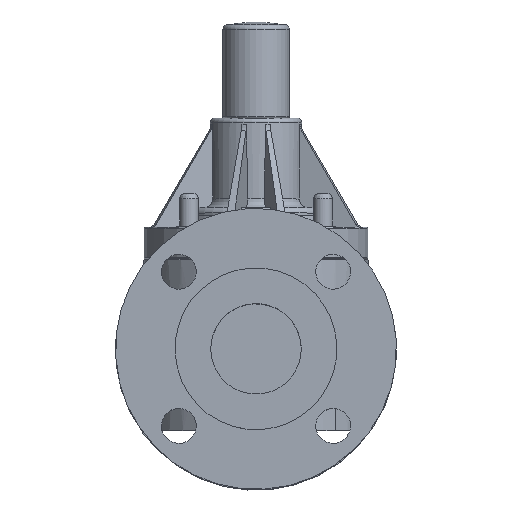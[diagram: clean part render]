
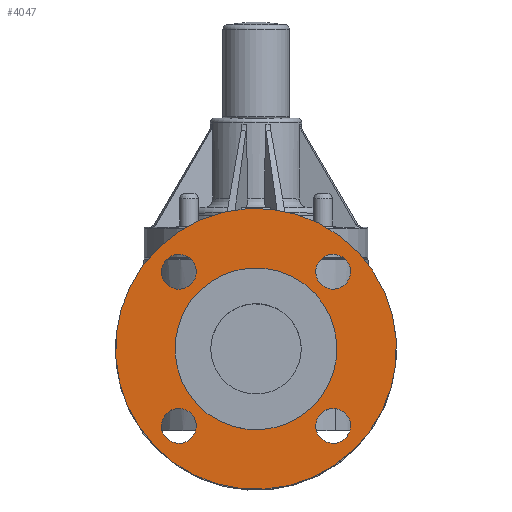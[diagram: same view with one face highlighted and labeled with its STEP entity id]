
A CAD part, top view. The second image highlights one B-rep face of the part: STEP entity #4047.
In plain terms, the highlighted planar face has unit normal (0, 0, 1).
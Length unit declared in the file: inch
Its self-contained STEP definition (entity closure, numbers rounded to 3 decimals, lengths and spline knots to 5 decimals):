
#3948=CARTESIAN_POINT('',(-1.66925,2.90906,4.74));
#3949=VERTEX_POINT('',#3948);
#3950=CARTESIAN_POINT('',(-1.37179,2.82179,4.74));
#3951=DIRECTION('',(0.,0.,1.0));
#3952=DIRECTION('',(0.707,0.707,0.));
#3953=AXIS2_PLACEMENT_3D('',#3950,#3951,#3952);
#3954=CIRCLE('',#3953,0.31);
#3955=EDGE_CURVE('',#3949,#3949,#3954,.T.);
#3968=CARTESIAN_POINT('',(-1.45906,-0.21925,4.74));
#3969=VERTEX_POINT('',#3968);
#3970=CARTESIAN_POINT('',(-1.37179,0.07821,4.74));
#3971=DIRECTION('',(0.,0.,1.0));
#3972=DIRECTION('',(0.707,0.707,0.));
#3973=AXIS2_PLACEMENT_3D('',#3970,#3971,#3972);
#3974=CIRCLE('',#3973,0.31);
#3975=EDGE_CURVE('',#3969,#3969,#3974,.T.);
#3988=CARTESIAN_POINT('',(1.66925,-0.00906,4.74));
#3989=VERTEX_POINT('',#3988);
#3990=CARTESIAN_POINT('',(1.37179,0.07821,4.74));
#3991=DIRECTION('',(0.,0.,1.0));
#3992=DIRECTION('',(0.707,0.707,0.));
#3993=AXIS2_PLACEMENT_3D('',#3990,#3991,#3992);
#3994=CIRCLE('',#3993,0.31);
#3995=EDGE_CURVE('',#3989,#3989,#3994,.T.);
#4000=CARTESIAN_POINT('',(1.01823,0.43177,4.74));
#4001=DIRECTION('',(0.0,0.0,1.0));
#4002=DIRECTION('',(-0.707,-0.707,0.0));
#4003=AXIS2_PLACEMENT_3D('',#4000,#4001,#4002);
#4004=PLANE('',#4003);
#4005=CARTESIAN_POINT('',(2.39887,0.74615,4.74));
#4006=VERTEX_POINT('',#4005);
#4007=CARTESIAN_POINT('',(0.,1.45,4.74));
#4008=DIRECTION('',(0.,0.,1.0));
#4009=DIRECTION('',(0.707,0.707,0.));
#4010=AXIS2_PLACEMENT_3D('',#4007,#4008,#4009);
#4011=CIRCLE('',#4010,2.5);
#4012=EDGE_CURVE('',#4006,#4006,#4011,.T.);
#4013=ORIENTED_EDGE('',*,*,#4012,.T.);
#4014=EDGE_LOOP('',(#4013));
#4015=FACE_OUTER_BOUND('',#4014,.T.);
#4016=CARTESIAN_POINT('',(1.45906,3.11925,4.74));
#4017=VERTEX_POINT('',#4016);
#4018=CARTESIAN_POINT('',(1.37179,2.82179,4.74));
#4019=DIRECTION('',(0.,0.,1.0));
#4020=DIRECTION('',(0.707,0.707,0.));
#4021=AXIS2_PLACEMENT_3D('',#4018,#4019,#4020);
#4022=CIRCLE('',#4021,0.31);
#4023=EDGE_CURVE('',#4017,#4017,#4022,.T.);
#4024=ORIENTED_EDGE('',*,*,#4023,.F.);
#4025=EDGE_LOOP('',(#4024));
#4026=FACE_BOUND('',#4025,.T.);
#4027=CARTESIAN_POINT('',(1.38175,1.04458,4.74));
#4028=VERTEX_POINT('',#4027);
#4029=CARTESIAN_POINT('',(0.,1.45,4.74));
#4030=DIRECTION('',(0.,0.,1.0));
#4031=DIRECTION('',(0.707,0.707,0.));
#4032=AXIS2_PLACEMENT_3D('',#4029,#4030,#4031);
#4033=CIRCLE('',#4032,1.44);
#4034=EDGE_CURVE('',#4028,#4028,#4033,.T.);
#4035=ORIENTED_EDGE('',*,*,#4034,.F.);
#4036=EDGE_LOOP('',(#4035));
#4037=FACE_BOUND('',#4036,.T.);
#4038=ORIENTED_EDGE('',*,*,#3955,.F.);
#4039=EDGE_LOOP('',(#4038));
#4040=FACE_BOUND('',#4039,.T.);
#4041=ORIENTED_EDGE('',*,*,#3975,.F.);
#4042=EDGE_LOOP('',(#4041));
#4043=FACE_BOUND('',#4042,.T.);
#4044=ORIENTED_EDGE('',*,*,#3995,.F.);
#4045=EDGE_LOOP('',(#4044));
#4046=FACE_BOUND('',#4045,.T.);
#4047=ADVANCED_FACE('',(#4015,#4026,#4037,#4040,#4043,#4046),#4004,.T.);
